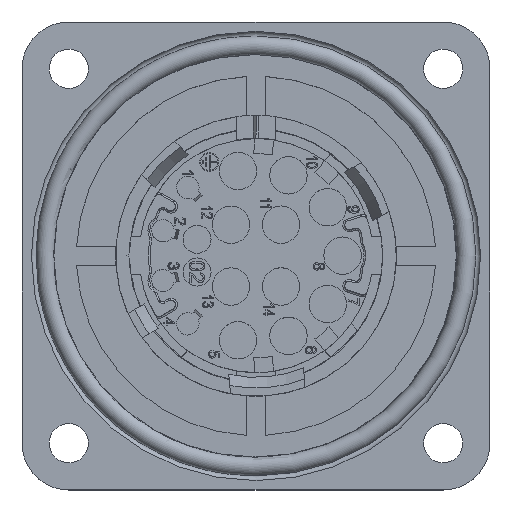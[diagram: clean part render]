
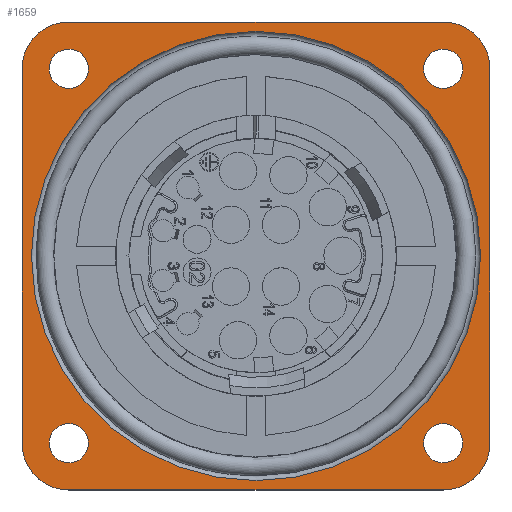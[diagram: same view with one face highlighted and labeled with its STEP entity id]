
A CAD part, top view. The second image highlights one B-rep face of the part: STEP entity #1659.
In plain terms, the highlighted planar face has unit normal (0, 0, 1).
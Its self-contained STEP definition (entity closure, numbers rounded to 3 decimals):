
#499=FACE_BOUND('',#3685,.T.);
#500=FACE_BOUND('',#3686,.T.);
#501=FACE_BOUND('',#3687,.T.);
#502=FACE_BOUND('',#3688,.T.);
#503=FACE_BOUND('',#3689,.T.);
#504=FACE_BOUND('',#3690,.T.);
#1659=ADVANCED_FACE('',(#499,#500,#501,#502,#503,#504),#2238,.T.);
#2238=PLANE('',#14759);
#3685=EDGE_LOOP('',(#8731));
#3686=EDGE_LOOP('',(#8732));
#3687=EDGE_LOOP('',(#8733));
#3688=EDGE_LOOP('',(#8734));
#3689=EDGE_LOOP('',(#8735));
#3690=EDGE_LOOP('',(#8736,#8737,#8738,#8739,#8740,#8741,#8742,#8743));
#4687=LINE('',#24850,#5735);
#4692=LINE('',#24865,#5740);
#4696=LINE('',#24877,#5744);
#4700=LINE('',#24889,#5748);
#5735=VECTOR('',#17548,1.);
#5740=VECTOR('',#17561,1.);
#5744=VECTOR('',#17573,1.);
#5748=VECTOR('',#17585,1.);
#8731=ORIENTED_EDGE('',*,*,#12806,.F.);
#8732=ORIENTED_EDGE('',*,*,#12808,.T.);
#8733=ORIENTED_EDGE('',*,*,#12810,.T.);
#8734=ORIENTED_EDGE('',*,*,#12812,.T.);
#8735=ORIENTED_EDGE('',*,*,#12814,.T.);
#8736=ORIENTED_EDGE('',*,*,#12834,.T.);
#8737=ORIENTED_EDGE('',*,*,#12837,.T.);
#8738=ORIENTED_EDGE('',*,*,#12815,.T.);
#8739=ORIENTED_EDGE('',*,*,#12819,.T.);
#8740=ORIENTED_EDGE('',*,*,#12822,.T.);
#8741=ORIENTED_EDGE('',*,*,#12825,.T.);
#8742=ORIENTED_EDGE('',*,*,#12828,.T.);
#8743=ORIENTED_EDGE('',*,*,#12831,.T.);
#11004=VERTEX_POINT('',#24828);
#11006=VERTEX_POINT('',#24833);
#11008=VERTEX_POINT('',#24838);
#11010=VERTEX_POINT('',#24843);
#11012=VERTEX_POINT('',#24848);
#11013=VERTEX_POINT('',#24851);
#11014=VERTEX_POINT('',#24852);
#11017=VERTEX_POINT('',#24860);
#11019=VERTEX_POINT('',#24866);
#11021=VERTEX_POINT('',#24872);
#11023=VERTEX_POINT('',#24878);
#11025=VERTEX_POINT('',#24884);
#11027=VERTEX_POINT('',#24890);
#12806=EDGE_CURVE('',#11004,#11004,#13737,.T.);
#12808=EDGE_CURVE('',#11006,#11006,#13739,.T.);
#12810=EDGE_CURVE('',#11008,#11008,#13741,.T.);
#12812=EDGE_CURVE('',#11010,#11010,#13743,.T.);
#12814=EDGE_CURVE('',#11012,#11012,#13745,.T.);
#12815=EDGE_CURVE('',#11013,#11014,#4687,.T.);
#12819=EDGE_CURVE('',#11014,#11017,#13746,.T.);
#12822=EDGE_CURVE('',#11017,#11019,#4692,.T.);
#12825=EDGE_CURVE('',#11019,#11021,#13748,.T.);
#12828=EDGE_CURVE('',#11021,#11023,#4696,.T.);
#12831=EDGE_CURVE('',#11023,#11025,#13750,.T.);
#12834=EDGE_CURVE('',#11025,#11027,#4700,.T.);
#12837=EDGE_CURVE('',#11027,#11013,#13752,.T.);
#13737=CIRCLE('',#14731,24.);
#13739=CIRCLE('',#14734,2.1);
#13741=CIRCLE('',#14737,2.1);
#13743=CIRCLE('',#14740,2.1);
#13745=CIRCLE('',#14743,2.1);
#13746=CIRCLE('',#14746,5.);
#13748=CIRCLE('',#14750,5.);
#13750=CIRCLE('',#14754,5.);
#13752=CIRCLE('',#14758,5.);
#14731=AXIS2_PLACEMENT_3D('',#24827,#17520,#17521);
#14734=AXIS2_PLACEMENT_3D('',#24832,#17526,#17527);
#14737=AXIS2_PLACEMENT_3D('',#24837,#17532,#17533);
#14740=AXIS2_PLACEMENT_3D('',#24842,#17538,#17539);
#14743=AXIS2_PLACEMENT_3D('',#24847,#17544,#17545);
#14746=AXIS2_PLACEMENT_3D('',#24859,#17554,#17555);
#14750=AXIS2_PLACEMENT_3D('',#24871,#17566,#17567);
#14754=AXIS2_PLACEMENT_3D('',#24883,#17578,#17579);
#14758=AXIS2_PLACEMENT_3D('',#24895,#17590,#17591);
#14759=AXIS2_PLACEMENT_3D('',#24896,#17592,#17593);
#17520=DIRECTION('',(0.,0.,1.));
#17521=DIRECTION('',(0.,1.,0.));
#17526=DIRECTION('',(0.,0.,-1.));
#17527=DIRECTION('',(1.,0.,0.));
#17532=DIRECTION('',(0.,0.,-1.));
#17533=DIRECTION('',(1.,0.,0.));
#17538=DIRECTION('',(0.,0.,-1.));
#17539=DIRECTION('',(1.,0.,0.));
#17544=DIRECTION('',(0.,0.,-1.));
#17545=DIRECTION('',(1.,0.,0.));
#17548=DIRECTION('',(1.,0.,0.));
#17554=DIRECTION('',(0.,0.,1.));
#17555=DIRECTION('',(0.,-1.,0.));
#17561=DIRECTION('',(0.,1.,0.));
#17566=DIRECTION('',(0.,0.,1.));
#17567=DIRECTION('',(1.,0.,0.));
#17573=DIRECTION('',(-1.,0.,0.));
#17578=DIRECTION('',(0.,0.,1.));
#17579=DIRECTION('',(0.,1.,0.));
#17585=DIRECTION('',(0.,-1.,0.));
#17590=DIRECTION('',(0.,0.,1.));
#17591=DIRECTION('',(-1.,0.,0.));
#17592=DIRECTION('',(0.,0.,1.));
#17593=DIRECTION('',(1.,0.,0.));
#24827=CARTESIAN_POINT('',(0.,0.,17.5));
#24828=CARTESIAN_POINT('',(0.,24.,17.5));
#24832=CARTESIAN_POINT('',(-20.,-20.,17.5));
#24833=CARTESIAN_POINT('',(-17.9,-20.,17.5));
#24837=CARTESIAN_POINT('',(20.,-20.,17.5));
#24838=CARTESIAN_POINT('',(22.1,-20.,17.5));
#24842=CARTESIAN_POINT('',(20.,20.,17.5));
#24843=CARTESIAN_POINT('',(22.1,20.,17.5));
#24847=CARTESIAN_POINT('',(-20.,20.,17.5));
#24848=CARTESIAN_POINT('',(-17.9,20.,17.5));
#24850=CARTESIAN_POINT('',(-20.,-25.,17.5));
#24851=CARTESIAN_POINT('',(-20.,-25.,17.5));
#24852=CARTESIAN_POINT('',(20.,-25.,17.5));
#24859=CARTESIAN_POINT('',(20.,-20.,17.5));
#24860=CARTESIAN_POINT('',(25.,-20.,17.5));
#24865=CARTESIAN_POINT('',(25.,-20.,17.5));
#24866=CARTESIAN_POINT('',(25.,20.,17.5));
#24871=CARTESIAN_POINT('',(20.,20.,17.5));
#24872=CARTESIAN_POINT('',(20.,25.,17.5));
#24877=CARTESIAN_POINT('',(20.,25.,17.5));
#24878=CARTESIAN_POINT('',(-20.,25.,17.5));
#24883=CARTESIAN_POINT('',(-20.,20.,17.5));
#24884=CARTESIAN_POINT('',(-25.,20.,17.5));
#24889=CARTESIAN_POINT('',(-25.,20.,17.5));
#24890=CARTESIAN_POINT('',(-25.,-20.,17.5));
#24895=CARTESIAN_POINT('',(-20.,-20.,17.5));
#24896=CARTESIAN_POINT('',(-27.6,-27.6,17.5));
